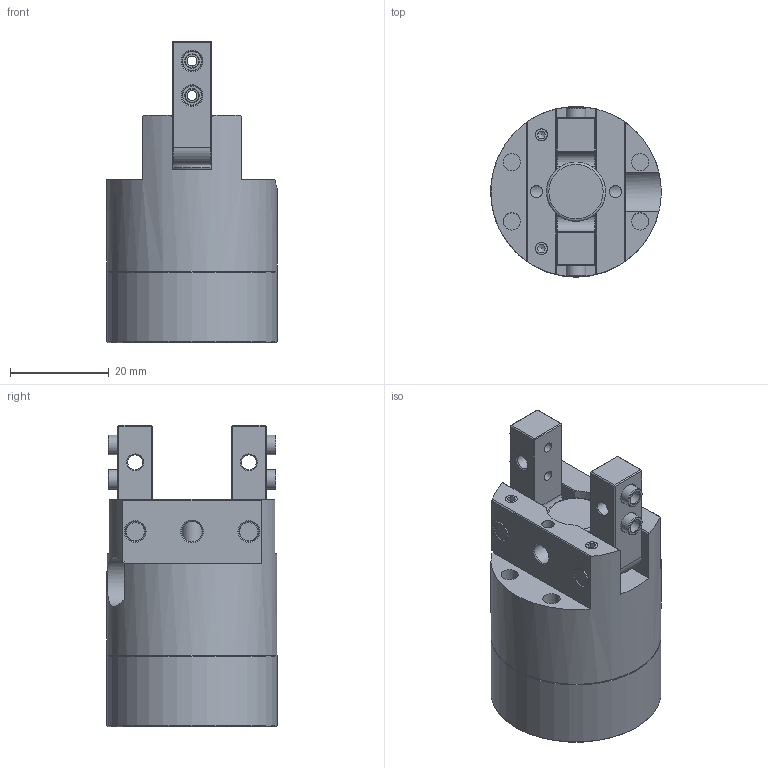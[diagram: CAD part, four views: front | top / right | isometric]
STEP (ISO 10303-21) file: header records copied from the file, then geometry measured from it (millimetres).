
FILE_DESCRIPTION(/* description */ (''),/* implementation_level */ '2;1');
FILE_NAME(/* name */ 'GAP-30-MC.stp',/* time_stamp */ '2021-05-19T08:55:14+02:00',/* author */ ('Emilio'),/* organization */ (''),/* preprocessor_version */ 'ST-DEVELOPER v17.2',/* originating_system */ 'Autodesk Inventor 2019',/* authorisation */ '');
FILE_SCHEMA (('AUTOMOTIVE_DESIGN { 1 0 10303 214 3 1 1 }'));
Length unit declared in the file: millimetre
Products named in the file (8): GAP-30-MA; DIN 913 - M3 x 5 Acciaio; BOCCOLA 4H7L4; ISO 8734 - 4 x 20 - AISO (2); GAP-30 corpo cliente; GAP-30 stelo; GAP-30 leva; OPLE-30-FONDELLO
Assembly tree (15 placements, depth 2):
  GAP-30-MA
    DIN 913 - M3 x 5 Acciaio  x4
    ISO 8734 - 4 x 20 - AISO (2)  x2
    BOCCOLA 4H7L4  x4
    GAP-30 corpo cliente
    GAP-30 stelo
    GAP-30 leva  x2
    OPLE-30-FONDELLO
Bounding box: 34.5 x 34.5 x 61 mm (x, y, z)
Volume: 37162.3 mm3; surface area: 16006.6 mm2
Topology: 15 solids, 15 shells, 291 faces, 761 edges, 507 vertices
Faces by surface type: plane 115, cone 90, cylinder 80, torus 6
Full cylindrical faces by diameter (mm): 2.013 x4, 2.459 x12, 2.7 x4, 3 x8, 3.242 x1, 3.5 x4, 4 x21, 4.134 x3, 4.2 x2, 6 x1, 12 x3, 18 x1, 34.5 x2
Entity records: 6701 total; most frequent: CARTESIAN_POINT 1449, DIRECTION 1107, ORIENTED_EDGE 970, EDGE_CURVE 485, AXIS2_PLACEMENT_3D 454, VERTEX_POINT 338, EDGE_LOOP 243, CIRCLE 238
